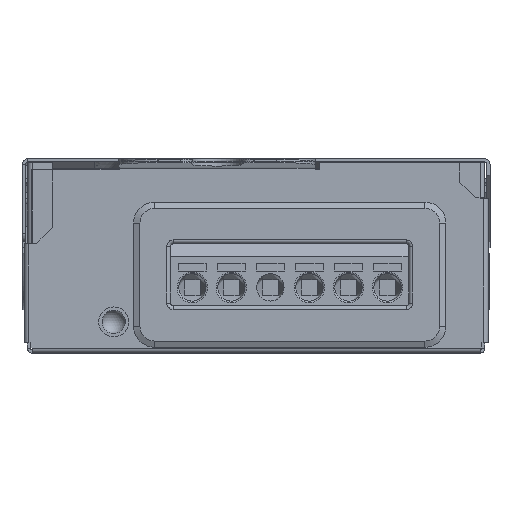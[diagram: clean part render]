
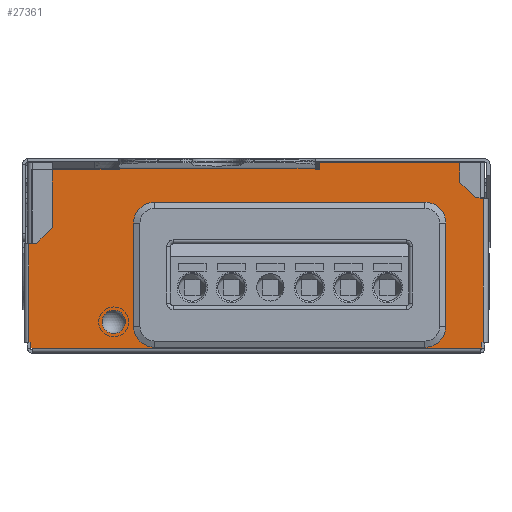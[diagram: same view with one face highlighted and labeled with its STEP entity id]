
A CAD part, left-side view. The second image highlights one B-rep face of the part: STEP entity #27361.
In plain terms, the highlighted planar face has unit normal (-1, 0, 0).
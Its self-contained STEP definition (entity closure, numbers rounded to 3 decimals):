
#909=FACE_BOUND('',#2899,.T.);
#910=FACE_BOUND('',#2900,.T.);
#1339=FACE_OUTER_BOUND('',#2898,.T.);
#2898=EDGE_LOOP('',(#18186,#18187,#18188,#18189,#18190,#18191,#18192,#18193,
#18194,#18195,#18196,#18197,#18198,#18199,#18200,#18201,#18202,#18203,#18204,
#18205,#18206,#18207,#18208,#18209));
#2899=EDGE_LOOP('',(#18210,#18211,#18212,#18213));
#2900=EDGE_LOOP('',(#18214));
#4602=CIRCLE('',#28990,1.5);
#5154=LINE('',#38495,#8294);
#5155=LINE('',#38497,#8295);
#5156=LINE('',#38499,#8296);
#5157=LINE('',#38501,#8297);
#5158=LINE('',#38503,#8298);
#5159=LINE('',#38505,#8299);
#5160=LINE('',#38507,#8300);
#5161=LINE('',#38509,#8301);
#5162=LINE('',#38511,#8302);
#5163=LINE('',#38513,#8303);
#5164=LINE('',#38515,#8304);
#5165=LINE('',#38517,#8305);
#5166=LINE('',#38519,#8306);
#5167=LINE('',#38521,#8307);
#5168=LINE('',#38523,#8308);
#5169=LINE('',#38525,#8309);
#5170=LINE('',#38527,#8310);
#5171=LINE('',#38529,#8311);
#5172=LINE('',#38531,#8312);
#5173=LINE('',#38533,#8313);
#5174=LINE('',#38535,#8314);
#5175=LINE('',#38537,#8315);
#5176=LINE('',#38539,#8316);
#5177=LINE('',#38540,#8317);
#5178=LINE('',#38543,#8318);
#5179=LINE('',#38545,#8319);
#5180=LINE('',#38547,#8320);
#5181=LINE('',#38548,#8321);
#8294=VECTOR('',#31138,10.);
#8295=VECTOR('',#31139,10.);
#8296=VECTOR('',#31140,10.);
#8297=VECTOR('',#31141,10.);
#8298=VECTOR('',#31142,10.);
#8299=VECTOR('',#31143,10.);
#8300=VECTOR('',#31144,10.);
#8301=VECTOR('',#31145,10.);
#8302=VECTOR('',#31146,10.);
#8303=VECTOR('',#31147,10.);
#8304=VECTOR('',#31148,10.);
#8305=VECTOR('',#31149,10.);
#8306=VECTOR('',#31150,10.);
#8307=VECTOR('',#31151,10.);
#8308=VECTOR('',#31152,10.);
#8309=VECTOR('',#31153,10.);
#8310=VECTOR('',#31154,10.);
#8311=VECTOR('',#31155,10.);
#8312=VECTOR('',#31156,10.);
#8313=VECTOR('',#31157,10.);
#8314=VECTOR('',#31158,10.);
#8315=VECTOR('',#31159,10.);
#8316=VECTOR('',#31160,10.);
#8317=VECTOR('',#31161,10.);
#8318=VECTOR('',#31162,10.);
#8319=VECTOR('',#31163,10.);
#8320=VECTOR('',#31164,10.);
#8321=VECTOR('',#31165,10.);
#11436=VERTEX_POINT('',#38493);
#11437=VERTEX_POINT('',#38494);
#11438=VERTEX_POINT('',#38496);
#11439=VERTEX_POINT('',#38498);
#11440=VERTEX_POINT('',#38500);
#11441=VERTEX_POINT('',#38502);
#11442=VERTEX_POINT('',#38504);
#11443=VERTEX_POINT('',#38506);
#11444=VERTEX_POINT('',#38508);
#11445=VERTEX_POINT('',#38510);
#11446=VERTEX_POINT('',#38512);
#11447=VERTEX_POINT('',#38514);
#11448=VERTEX_POINT('',#38516);
#11449=VERTEX_POINT('',#38518);
#11450=VERTEX_POINT('',#38520);
#11451=VERTEX_POINT('',#38522);
#11452=VERTEX_POINT('',#38524);
#11453=VERTEX_POINT('',#38526);
#11454=VERTEX_POINT('',#38528);
#11455=VERTEX_POINT('',#38530);
#11456=VERTEX_POINT('',#38532);
#11457=VERTEX_POINT('',#38534);
#11458=VERTEX_POINT('',#38536);
#11459=VERTEX_POINT('',#38538);
#11460=VERTEX_POINT('',#38541);
#11461=VERTEX_POINT('',#38542);
#11462=VERTEX_POINT('',#38544);
#11463=VERTEX_POINT('',#38546);
#11464=VERTEX_POINT('',#38549);
#14086=EDGE_CURVE('',#11436,#11437,#5154,.T.);
#14087=EDGE_CURVE('',#11437,#11438,#5155,.T.);
#14088=EDGE_CURVE('',#11438,#11439,#5156,.T.);
#14089=EDGE_CURVE('',#11439,#11440,#5157,.T.);
#14090=EDGE_CURVE('',#11440,#11441,#5158,.T.);
#14091=EDGE_CURVE('',#11441,#11442,#5159,.T.);
#14092=EDGE_CURVE('',#11442,#11443,#5160,.T.);
#14093=EDGE_CURVE('',#11443,#11444,#5161,.T.);
#14094=EDGE_CURVE('',#11444,#11445,#5162,.T.);
#14095=EDGE_CURVE('',#11445,#11446,#5163,.T.);
#14096=EDGE_CURVE('',#11446,#11447,#5164,.T.);
#14097=EDGE_CURVE('',#11448,#11447,#5165,.T.);
#14098=EDGE_CURVE('',#11448,#11449,#5166,.T.);
#14099=EDGE_CURVE('',#11449,#11450,#5167,.T.);
#14100=EDGE_CURVE('',#11450,#11451,#5168,.T.);
#14101=EDGE_CURVE('',#11451,#11452,#5169,.T.);
#14102=EDGE_CURVE('',#11452,#11453,#5170,.T.);
#14103=EDGE_CURVE('',#11453,#11454,#5171,.T.);
#14104=EDGE_CURVE('',#11455,#11454,#5172,.T.);
#14105=EDGE_CURVE('',#11455,#11456,#5173,.T.);
#14106=EDGE_CURVE('',#11456,#11457,#5174,.T.);
#14107=EDGE_CURVE('',#11457,#11458,#5175,.T.);
#14108=EDGE_CURVE('',#11458,#11459,#5176,.T.);
#14109=EDGE_CURVE('',#11459,#11436,#5177,.T.);
#14110=EDGE_CURVE('',#11460,#11461,#5178,.T.);
#14111=EDGE_CURVE('',#11461,#11462,#5179,.T.);
#14112=EDGE_CURVE('',#11462,#11463,#5180,.T.);
#14113=EDGE_CURVE('',#11463,#11460,#5181,.T.);
#14114=EDGE_CURVE('',#11464,#11464,#4602,.T.);
#18186=ORIENTED_EDGE('',*,*,#14086,.T.);
#18187=ORIENTED_EDGE('',*,*,#14087,.T.);
#18188=ORIENTED_EDGE('',*,*,#14088,.T.);
#18189=ORIENTED_EDGE('',*,*,#14089,.T.);
#18190=ORIENTED_EDGE('',*,*,#14090,.T.);
#18191=ORIENTED_EDGE('',*,*,#14091,.T.);
#18192=ORIENTED_EDGE('',*,*,#14092,.T.);
#18193=ORIENTED_EDGE('',*,*,#14093,.T.);
#18194=ORIENTED_EDGE('',*,*,#14094,.T.);
#18195=ORIENTED_EDGE('',*,*,#14095,.T.);
#18196=ORIENTED_EDGE('',*,*,#14096,.T.);
#18197=ORIENTED_EDGE('',*,*,#14097,.F.);
#18198=ORIENTED_EDGE('',*,*,#14098,.T.);
#18199=ORIENTED_EDGE('',*,*,#14099,.T.);
#18200=ORIENTED_EDGE('',*,*,#14100,.T.);
#18201=ORIENTED_EDGE('',*,*,#14101,.T.);
#18202=ORIENTED_EDGE('',*,*,#14102,.T.);
#18203=ORIENTED_EDGE('',*,*,#14103,.T.);
#18204=ORIENTED_EDGE('',*,*,#14104,.F.);
#18205=ORIENTED_EDGE('',*,*,#14105,.T.);
#18206=ORIENTED_EDGE('',*,*,#14106,.T.);
#18207=ORIENTED_EDGE('',*,*,#14107,.T.);
#18208=ORIENTED_EDGE('',*,*,#14108,.T.);
#18209=ORIENTED_EDGE('',*,*,#14109,.T.);
#18210=ORIENTED_EDGE('',*,*,#14110,.T.);
#18211=ORIENTED_EDGE('',*,*,#14111,.T.);
#18212=ORIENTED_EDGE('',*,*,#14112,.T.);
#18213=ORIENTED_EDGE('',*,*,#14113,.T.);
#18214=ORIENTED_EDGE('',*,*,#14114,.T.);
#26322=PLANE('',#28989);
#27361=ADVANCED_FACE('',(#1339,#909,#910),#26322,.F.);
#28989=AXIS2_PLACEMENT_3D('',#38492,#31136,#31137);
#28990=AXIS2_PLACEMENT_3D('',#38550,#31166,#31167);
#31136=DIRECTION('center_axis',(1.,0.,0.));
#31137=DIRECTION('ref_axis',(0.,0.,-1.));
#31138=DIRECTION('',(0.,1.,0.));
#31139=DIRECTION('',(0.,0.,-1.));
#31140=DIRECTION('',(0.,1.,0.));
#31141=DIRECTION('',(0.,0.,-1.));
#31142=DIRECTION('',(0.,-1.,0.));
#31143=DIRECTION('',(0.,0.,-1.));
#31144=DIRECTION('',(0.,-1.,0.));
#31145=DIRECTION('',(0.,0.,-1.));
#31146=DIRECTION('',(0.,-1.,0.));
#31147=DIRECTION('',(0.,-1.,0.));
#31148=DIRECTION('',(0.,-1.,0.));
#31149=DIRECTION('',(0.,0.,-1.));
#31150=DIRECTION('',(0.,-1.,0.));
#31151=DIRECTION('',(0.,0.,1.));
#31152=DIRECTION('',(0.,-1.,0.));
#31153=DIRECTION('',(0.,0.,1.));
#31154=DIRECTION('',(0.,1.,0.));
#31155=DIRECTION('',(0.,0.,1.));
#31156=DIRECTION('',(0.,-1.,0.));
#31157=DIRECTION('',(0.,0.,-1.));
#31158=DIRECTION('',(0.,1.,0.));
#31159=DIRECTION('',(0.,0.,1.));
#31160=DIRECTION('',(0.,1.,0.));
#31161=DIRECTION('',(0.,0.,-1.));
#31162=DIRECTION('',(0.,1.,0.));
#31163=DIRECTION('',(0.,0.,1.));
#31164=DIRECTION('',(0.,-1.,0.));
#31165=DIRECTION('',(0.,0.,-1.));
#31166=DIRECTION('center_axis',(1.,0.,0.));
#31167=DIRECTION('ref_axis',(0.,0.,
1.));
#38492=CARTESIAN_POINT('Origin',(-53.075,0.,
12.203));
#38493=CARTESIAN_POINT('',(-53.075,17.55,23.59));
#38494=CARTESIAN_POINT('',(-53.075,28.8,23.59));
#38495=CARTESIAN_POINT('',(-53.075,8.9,23.59));
#38496=CARTESIAN_POINT('',(-53.075,28.8,13.99));
#38497=CARTESIAN_POINT('',(-53.075,28.8,15.996));
#38498=CARTESIAN_POINT('',(-53.075,29.12,13.99));
#38499=CARTESIAN_POINT('',(-53.075,14.46,13.99));
#38500=CARTESIAN_POINT('',(-53.075,29.12,1.4));
#38501=CARTESIAN_POINT('',(-53.075,29.12,13.096));
#38502=CARTESIAN_POINT('',(-53.075,28.92,1.4));
#38503=CARTESIAN_POINT('',(-53.075,14.66,1.4));
#38504=CARTESIAN_POINT('',(-53.075,28.92,0.8));
#38505=CARTESIAN_POINT('',(-53.075,28.92,6.801));
#38506=CARTESIAN_POINT('',(-53.075,28.9,0.8));
#38507=CARTESIAN_POINT('',(-53.075,14.89,0.8));
#38508=CARTESIAN_POINT('',(-53.075,28.9,0.6));
#38509=CARTESIAN_POINT('',(-53.075,28.9,6.501));
#38510=CARTESIAN_POINT('',(-53.075,28.7,0.6));
#38511=CARTESIAN_POINT('',(-53.075,0.,0.6));
#38512=CARTESIAN_POINT('',(-53.075,-28.7,0.6));
#38513=CARTESIAN_POINT('',(-53.075,0.,0.6));
#38514=CARTESIAN_POINT('',(-53.075,-28.9,0.6));
#38515=CARTESIAN_POINT('',(-53.075,0.,0.6));
#38516=CARTESIAN_POINT('',(-53.075,-28.9,0.8));
#38517=CARTESIAN_POINT('',(-53.075,-28.9,0.009));
#38518=CARTESIAN_POINT('',(-53.075,-28.92,0.8));
#38519=CARTESIAN_POINT('',(-53.075,-14.45,0.8));
#38520=CARTESIAN_POINT('',(-53.075,-28.92,1.4));
#38521=CARTESIAN_POINT('',(-53.075,-28.92,6.501));
#38522=CARTESIAN_POINT('',(-53.075,-29.12,1.4));
#38523=CARTESIAN_POINT('',(-53.075,-14.46,1.4));
#38524=CARTESIAN_POINT('',(-53.075,-29.12,19.79));
#38525=CARTESIAN_POINT('',(-53.075,-29.12,6.501));
#38526=CARTESIAN_POINT('',(-53.075,-28.8,19.79));
#38527=CARTESIAN_POINT('',(-53.075,-14.66,19.79));
#38528=CARTESIAN_POINT('',(-53.075,-28.8,24.39));
#38529=CARTESIAN_POINT('',(-53.075,-28.8,15.996));
#38530=CARTESIAN_POINT('',(-53.075,-8.15,24.39));
#38531=CARTESIAN_POINT('',(-53.075,29.32,24.39));
#38532=CARTESIAN_POINT('',(-53.075,-8.15,23.59));
#38533=CARTESIAN_POINT('',(-53.075,-8.15,18.296));
#38534=CARTESIAN_POINT('',(-53.075,-7.55,23.59));
#38535=CARTESIAN_POINT('',(-53.075,-4.075,23.59));
#38536=CARTESIAN_POINT('',(-53.075,-7.55,23.68));
#38537=CARTESIAN_POINT('',(-53.075,-7.55,17.896));
#38538=CARTESIAN_POINT('',(-53.075,17.55,23.68));
#38539=CARTESIAN_POINT('',(-53.075,8.775,23.68));
#38540=CARTESIAN_POINT('',(-53.075,17.55,18.296));
#38541=CARTESIAN_POINT('',(-53.075,-22.883,4.2));
#38542=CARTESIAN_POINT('',(-53.075,13.517,4.2));
#38543=CARTESIAN_POINT('',(-53.075,-11.442,4.2));
#38544=CARTESIAN_POINT('',(-53.075,13.517,15.9));
#38545=CARTESIAN_POINT('',(-53.075,13.517,8.201));
#38546=CARTESIAN_POINT('',(-53.075,-22.883,15.9));
#38547=CARTESIAN_POINT('',(-53.075,6.759,15.9));
#38548=CARTESIAN_POINT('',(-53.075,-22.883,14.051));
#38549=CARTESIAN_POINT('',(-53.075,18.25,2.5));
#38550=CARTESIAN_POINT('Origin',(-53.075,18.25,4.));
